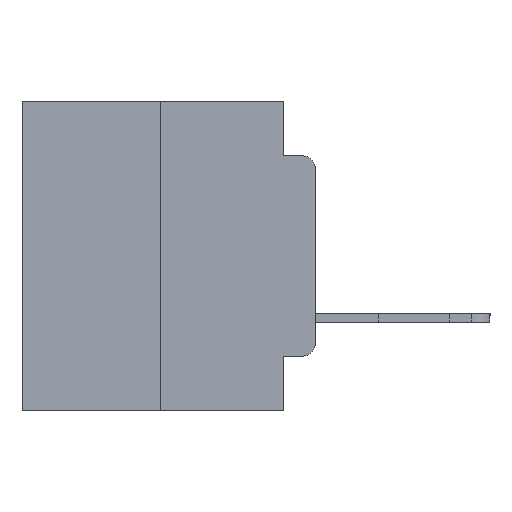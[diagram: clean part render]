
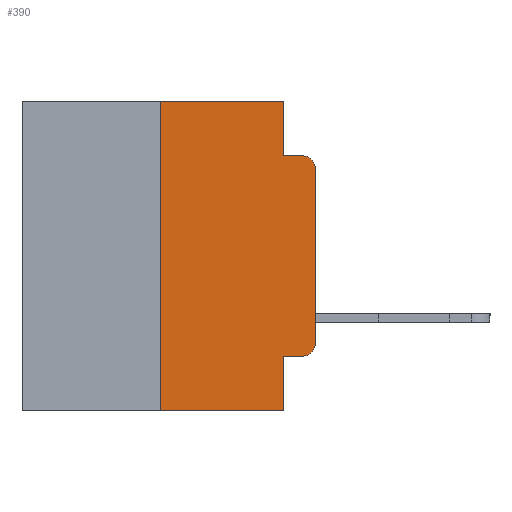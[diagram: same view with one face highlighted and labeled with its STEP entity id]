
A CAD part, left-side view. The second image highlights one B-rep face of the part: STEP entity #390.
In plain terms, the highlighted planar face has unit normal (-1, 0, 0).
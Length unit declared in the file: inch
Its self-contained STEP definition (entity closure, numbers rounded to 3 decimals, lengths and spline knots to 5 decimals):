
#390 = ADVANCED_FACE ( 'NONE', ( #2852 ), #24240, .F. ) ;
#901 = VECTOR ( 'NONE', #6643, 39.37008 ) ;
#910 = EDGE_CURVE ( 'NONE', #17682, #1886, #3535, .T. ) ;
#1166 = DIRECTION ( 'NONE',  ( 0., 0., 1. ) ) ;
#1574 = EDGE_CURVE ( 'NONE', #23469, #16496, #25004, .T. ) ;
#1886 = VERTEX_POINT ( 'NONE', #15325 ) ;
#1969 = CARTESIAN_POINT ( 'NONE',  ( 0., 0.051, -0.4115 ) ) ;
#2838 = AXIS2_PLACEMENT_3D ( 'NONE', #13260, #24220, #13515 ) ;
#2852 = FACE_OUTER_BOUND ( 'NONE', #22365, .T. ) ;
#3535 = LINE ( 'NONE', #24352, #18596 ) ;
#3687 = ORIENTED_EDGE ( 'NONE', *, *, #910, .T. ) ;
#3732 = CARTESIAN_POINT ( 'NONE',  ( 0., 0.051, -0.0885 ) ) ;
#3991 = CIRCLE ( 'NONE', #23240, 0.02 ) ;
#4254 = ORIENTED_EDGE ( 'NONE', *, *, #1574, .F. ) ;
#4591 = CARTESIAN_POINT ( 'NONE',  ( 0., 0.02, -0.4115 ) ) ;
#5048 = DIRECTION ( 'NONE',  ( 0., 0., -1. ) ) ;
#5922 = VERTEX_POINT ( 'NONE', #24894 ) ;
#6202 = CARTESIAN_POINT ( 'NONE',  ( 0., 0.051, -0.0885 ) ) ;
#6215 = CARTESIAN_POINT ( 'NONE',  ( 0., 0.25, 0. ) ) ;
#6643 = DIRECTION ( 'NONE',  ( 0., 0., -1. ) ) ;
#6785 = DIRECTION ( 'NONE',  ( 0., 0., 1. ) ) ;
#6923 = DIRECTION ( 'NONE',  ( -1., 0., 0. ) ) ;
#7240 = CARTESIAN_POINT ( 'NONE',  ( 0., 0.25, -0.5 ) ) ;
#8205 = EDGE_CURVE ( 'NONE', #17682, #23469, #22329, .T. ) ;
#8519 = VERTEX_POINT ( 'NONE', #4591 ) ;
#8884 = CARTESIAN_POINT ( 'NONE',  ( 0., 0.473, 0. ) ) ;
#9042 = CARTESIAN_POINT ( 'NONE',  ( 0., 0.051, 0. ) ) ;
#9501 = VERTEX_POINT ( 'NONE', #6202 ) ;
#9611 = EDGE_CURVE ( 'NONE', #16496, #9501, #20761, .T. ) ;
#9714 = LINE ( 'NONE', #18388, #24876 ) ;
#10292 = ORIENTED_EDGE ( 'NONE', *, *, #19177, .T. ) ;
#10857 = EDGE_CURVE ( 'NONE', #15138, #17594, #9714, .T. ) ;
#11023 = DIRECTION ( 'NONE',  ( -1., 0., 0. ) ) ;
#12216 = VECTOR ( 'NONE', #1166, 39.37008 ) ;
#13210 = EDGE_CURVE ( 'NONE', #5922, #1886, #23556, .T. ) ;
#13260 = CARTESIAN_POINT ( 'NONE',  ( 0., 0.473, 0. ) ) ;
#13312 = CARTESIAN_POINT ( 'NONE',  ( 0., 0.25, 0. ) ) ;
#13501 = VECTOR ( 'NONE', #5048, 39.37008 ) ;
#13515 = DIRECTION ( 'NONE',  ( 0., 0., -1. ) ) ;
#13951 = EDGE_CURVE ( 'NONE', #9501, #17542, #19539, .T. ) ;
#14052 = LINE ( 'NONE', #1969, #23483 ) ;
#14178 = AXIS2_PLACEMENT_3D ( 'NONE', #18525, #6923, #20428 ) ;
#15138 = VERTEX_POINT ( 'NONE', #17730 ) ;
#15325 = CARTESIAN_POINT ( 'NONE',  ( 0., 0.051, -0.5 ) ) ;
#15975 = ORIENTED_EDGE ( 'NONE', *, *, #13951, .F. ) ;
#16306 = ORIENTED_EDGE ( 'NONE', *, *, #8205, .F. ) ;
#16496 = VERTEX_POINT ( 'NONE', #21594 ) ;
#16943 = ORIENTED_EDGE ( 'NONE', *, *, #22348, .T. ) ;
#17542 = VERTEX_POINT ( 'NONE', #20473 ) ;
#17594 = VERTEX_POINT ( 'NONE', #22442 ) ;
#17682 = VERTEX_POINT ( 'NONE', #7240 ) ;
#17730 = CARTESIAN_POINT ( 'NONE',  ( 0., 0., -0.3915 ) ) ;
#17779 = ORIENTED_EDGE ( 'NONE', *, *, #25422, .T. ) ;
#18025 = ORIENTED_EDGE ( 'NONE', *, *, #9611, .F. ) ;
#18388 = CARTESIAN_POINT ( 'NONE',  ( 0., 0., 0. ) ) ;
#18525 = CARTESIAN_POINT ( 'NONE',  ( 0., 0.02, -0.1085 ) ) ;
#18596 = VECTOR ( 'NONE', #23607, 39.37008 ) ;
#18702 = CIRCLE ( 'NONE', #14178, 0.02 ) ;
#19177 = EDGE_CURVE ( 'NONE', #5922, #8519, #14052, .T. ) ;
#19413 = DIRECTION ( 'NONE',  ( 0., -1., 0. ) ) ;
#19539 = LINE ( 'NONE', #3732, #24508 ) ;
#19712 = DIRECTION ( 'NONE',  ( 0., -1., 0. ) ) ;
#19785 = DIRECTION ( 'NONE',  ( 0., -1., 0. ) ) ;
#20027 = VECTOR ( 'NONE', #19712, 39.37008 ) ;
#20158 = CARTESIAN_POINT ( 'NONE',  ( 0., 0.051, 0. ) ) ;
#20428 = DIRECTION ( 'NONE',  ( 0., 0., -1. ) ) ;
#20473 = CARTESIAN_POINT ( 'NONE',  ( 0., 0.02, -0.0885 ) ) ;
#20761 = LINE ( 'NONE', #20158, #901 ) ;
#20764 = ORIENTED_EDGE ( 'NONE', *, *, #10857, .T. ) ;
#21594 = CARTESIAN_POINT ( 'NONE',  ( 0., 0.051, 0. ) ) ;
#22329 = LINE ( 'NONE', #13312, #12216 ) ;
#22348 = EDGE_CURVE ( 'NONE', #17594, #17542, #18702, .T. ) ;
#22365 = EDGE_LOOP ( 'NONE', ( #20764, #16943, #15975, #18025, #4254, #16306, #3687, #22545, #10292, #17779 ) ) ;
#22437 = CARTESIAN_POINT ( 'NONE',  ( 0., 0.02, -0.3915 ) ) ;
#22442 = CARTESIAN_POINT ( 'NONE',  ( 0., 0., -0.1085 ) ) ;
#22545 = ORIENTED_EDGE ( 'NONE', *, *, #13210, .F. ) ;
#23240 = AXIS2_PLACEMENT_3D ( 'NONE', #22437, #11023, #24311 ) ;
#23469 = VERTEX_POINT ( 'NONE', #6215 ) ;
#23483 = VECTOR ( 'NONE', #19785, 39.37008 ) ;
#23556 = LINE ( 'NONE', #9042, #13501 ) ;
#23607 = DIRECTION ( 'NONE',  ( 0., -1., 0. ) ) ;
#24220 = DIRECTION ( 'NONE',  ( 1., 0., 0. ) ) ;
#24240 = PLANE ( 'NONE',  #2838 ) ;
#24311 = DIRECTION ( 'NONE',  ( 0., 0., -1. ) ) ;
#24352 = CARTESIAN_POINT ( 'NONE',  ( 0., 0.473, -0.5 ) ) ;
#24508 = VECTOR ( 'NONE', #19413, 39.37008 ) ;
#24876 = VECTOR ( 'NONE', #6785, 39.37008 ) ;
#24894 = CARTESIAN_POINT ( 'NONE',  ( 0., 0.051, -0.4115 ) ) ;
#25004 = LINE ( 'NONE', #8884, #20027 ) ;
#25422 = EDGE_CURVE ( 'NONE', #8519, #15138, #3991, .T. ) ;
